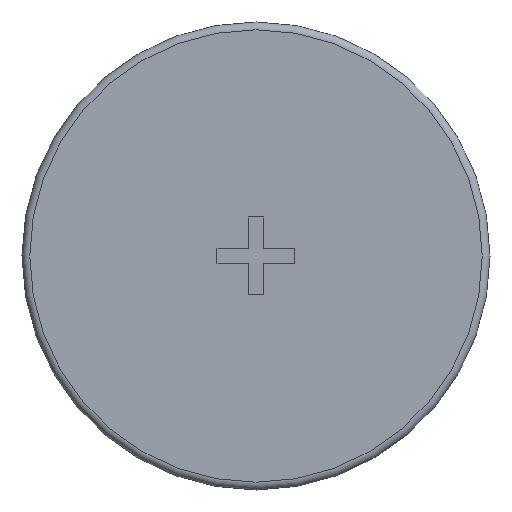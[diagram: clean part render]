
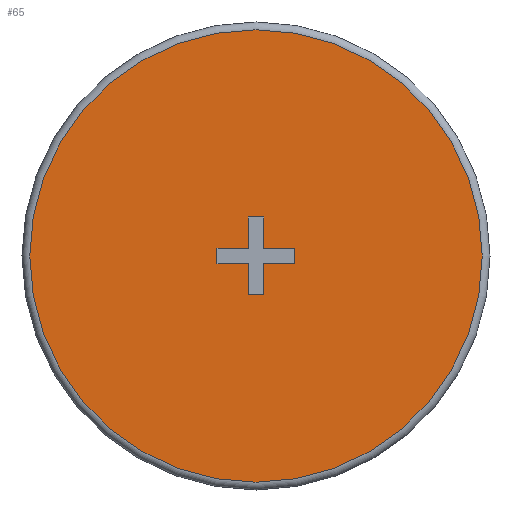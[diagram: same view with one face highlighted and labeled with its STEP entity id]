
A CAD part, front view. The second image highlights one B-rep face of the part: STEP entity #65.
In plain terms, the highlighted planar face has unit normal (0, -1, 0).
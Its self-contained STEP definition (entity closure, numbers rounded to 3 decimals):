
#65 = ADVANCED_FACE( '', ( #138, #139 ), #140, .F. );
#138 = FACE_BOUND( '', #215, .T. );
#139 = FACE_OUTER_BOUND( '', #216, .T. );
#140 = PLANE( '', #217 );
#215 = EDGE_LOOP( '', ( #324, #325, #326, #327, #328, #329, #330, #331, #332, #333, #334, #335 ) );
#216 = EDGE_LOOP( '', ( #336 ) );
#217 = AXIS2_PLACEMENT_3D( '', #337, #338, #339 );
#324 = ORIENTED_EDGE( '', *, *, #434, .T. );
#325 = ORIENTED_EDGE( '', *, *, #439, .F. );
#326 = ORIENTED_EDGE( '', *, *, #457, .T. );
#327 = ORIENTED_EDGE( '', *, *, #458, .T. );
#328 = ORIENTED_EDGE( '', *, *, #459, .T. );
#329 = ORIENTED_EDGE( '', *, *, #460, .T. );
#330 = ORIENTED_EDGE( '', *, *, #461, .T. );
#331 = ORIENTED_EDGE( '', *, *, #462, .T. );
#332 = ORIENTED_EDGE( '', *, *, #453, .T. );
#333 = ORIENTED_EDGE( '', *, *, #430, .T. );
#334 = ORIENTED_EDGE( '', *, *, #425, .T. );
#335 = ORIENTED_EDGE( '', *, *, #450, .T. );
#336 = ORIENTED_EDGE( '', *, *, #444, .T. );
#337 = CARTESIAN_POINT( '', ( 14.5, 0., 0. ) );
#338 = DIRECTION( '', ( 0., 1., 0. ) );
#339 = DIRECTION( '', ( 0., 0., 1. ) );
#425 = EDGE_CURVE( '', #491, #492, #493, .T. );
#430 = EDGE_CURVE( '', #500, #491, #501, .T. );
#434 = EDGE_CURVE( '', #506, #507, #508, .T. );
#439 = EDGE_CURVE( '', #515, #507, #516, .T. );
#444 = EDGE_CURVE( '', #523, #523, #524, .T. );
#450 = EDGE_CURVE( '', #492, #506, #532, .T. );
#453 = EDGE_CURVE( '', #535, #500, #536, .T. );
#457 = EDGE_CURVE( '', #515, #541, #542, .T. );
#458 = EDGE_CURVE( '', #541, #543, #544, .T. );
#459 = EDGE_CURVE( '', #543, #545, #546, .T. );
#460 = EDGE_CURVE( '', #545, #547, #548, .T. );
#461 = EDGE_CURVE( '', #547, #549, #550, .T. );
#462 = EDGE_CURVE( '', #549, #535, #551, .T. );
#491 = VERTEX_POINT( '', #586 );
#492 = VERTEX_POINT( '', #587 );
#493 = LINE( '', #588, #589 );
#500 = VERTEX_POINT( '', #599 );
#501 = LINE( '', #600, #601 );
#506 = VERTEX_POINT( '', #608 );
#507 = VERTEX_POINT( '', #609 );
#508 = LINE( '', #610, #611 );
#515 = VERTEX_POINT( '', #621 );
#516 = LINE( '', #622, #623 );
#523 = VERTEX_POINT( '', #632 );
#524 = CIRCLE( '', #633, 14.5 );
#532 = LINE( '', #641, #642 );
#535 = VERTEX_POINT( '', #646 );
#536 = LINE( '', #647, #648 );
#541 = VERTEX_POINT( '', #655 );
#542 = LINE( '', #656, #657 );
#543 = VERTEX_POINT( '', #658 );
#544 = LINE( '', #659, #660 );
#545 = VERTEX_POINT( '', #661 );
#546 = LINE( '', #662, #663 );
#547 = VERTEX_POINT( '', #664 );
#548 = LINE( '', #665, #666 );
#549 = VERTEX_POINT( '', #667 );
#550 = LINE( '', #668, #669 );
#551 = LINE( '', #670, #671 );
#586 = CARTESIAN_POINT( '', ( -0.5, 0., 2.5 ) );
#587 = CARTESIAN_POINT( '', ( 0.5, 0., 2.5 ) );
#588 = CARTESIAN_POINT( '', ( -0.5, 0., 2.5 ) );
#589 = VECTOR( '', #717, 1000. );
#599 = CARTESIAN_POINT( '', ( -0.5, 0., 0.5 ) );
#600 = CARTESIAN_POINT( '', ( -0.5, 0., 0.5 ) );
#601 = VECTOR( '', #721, 1000. );
#608 = CARTESIAN_POINT( '', ( 0.5, 0., 0.5 ) );
#609 = CARTESIAN_POINT( '', ( 2.5, 0., 0.5 ) );
#610 = CARTESIAN_POINT( '', ( 0.5, 0., 0.5 ) );
#611 = VECTOR( '', #724, 1000. );
#621 = CARTESIAN_POINT( '', ( 2.5, 0., -0.5 ) );
#622 = CARTESIAN_POINT( '', ( 2.5, 0., 0. ) );
#623 = VECTOR( '', #728, 1000. );
#632 = CARTESIAN_POINT( '', ( 0., 0., -14.5 ) );
#633 = AXIS2_PLACEMENT_3D( '', #734, #735, #736 );
#641 = CARTESIAN_POINT( '', ( 0.5, 0., 2.5 ) );
#642 = VECTOR( '', #743, 1000. );
#646 = CARTESIAN_POINT( '', ( -2.5, 0., 0.5 ) );
#647 = CARTESIAN_POINT( '', ( -2.5, 0., 0.5 ) );
#648 = VECTOR( '', #745, 1000. );
#655 = CARTESIAN_POINT( '', ( 0.5, 0., -0.5 ) );
#656 = CARTESIAN_POINT( '', ( 2.5, 0., -0.5 ) );
#657 = VECTOR( '', #748, 1000. );
#658 = CARTESIAN_POINT( '', ( 0.5, 0., -2.5 ) );
#659 = CARTESIAN_POINT( '', ( 0.5, 0., -0.5 ) );
#660 = VECTOR( '', #749, 1000. );
#661 = CARTESIAN_POINT( '', ( -0.5, 0., -2.5 ) );
#662 = CARTESIAN_POINT( '', ( 0.5, 0., -2.5 ) );
#663 = VECTOR( '', #750, 1000. );
#664 = CARTESIAN_POINT( '', ( -0.5, 0., -0.5 ) );
#665 = CARTESIAN_POINT( '', ( -0.5, 0., -2.5 ) );
#666 = VECTOR( '', #751, 1000. );
#667 = CARTESIAN_POINT( '', ( -2.5, 0., -0.5 ) );
#668 = CARTESIAN_POINT( '', ( -0.5, 0., -0.5 ) );
#669 = VECTOR( '', #752, 1000. );
#670 = CARTESIAN_POINT( '', ( -2.5, 0., -0.5 ) );
#671 = VECTOR( '', #753, 1000. );
#717 = DIRECTION( '', ( 1., 0., 0. ) );
#721 = DIRECTION( '', ( 0., 0., 1. ) );
#724 = DIRECTION( '', ( 1., 0., 0. ) );
#728 = DIRECTION( '', ( 0., 0., 1. ) );
#734 = CARTESIAN_POINT( '', ( 0., 0., 0. ) );
#735 = DIRECTION( '', ( 0., -1., 0. ) );
#736 = DIRECTION( '', ( 0., 0., -1. ) );
#743 = DIRECTION( '', ( 0., 0., -1. ) );
#745 = DIRECTION( '', ( 1., 0., 0. ) );
#748 = DIRECTION( '', ( -1., 0., 0. ) );
#749 = DIRECTION( '', ( 0., 0., -1. ) );
#750 = DIRECTION( '', ( -1., 0., 0. ) );
#751 = DIRECTION( '', ( 0., 0., 1. ) );
#752 = DIRECTION( '', ( -1., 0., 0. ) );
#753 = DIRECTION( '', ( 0., 0., 1. ) );
